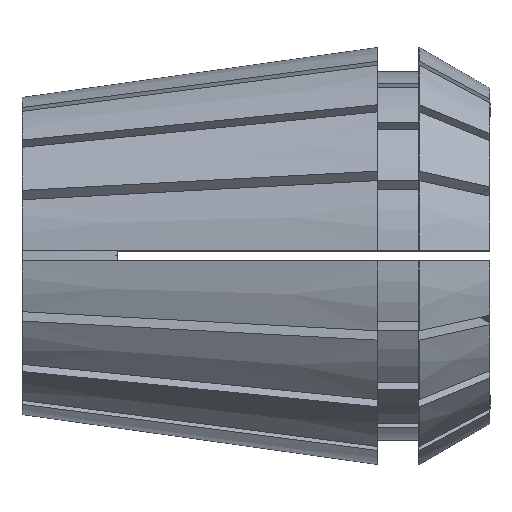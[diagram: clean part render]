
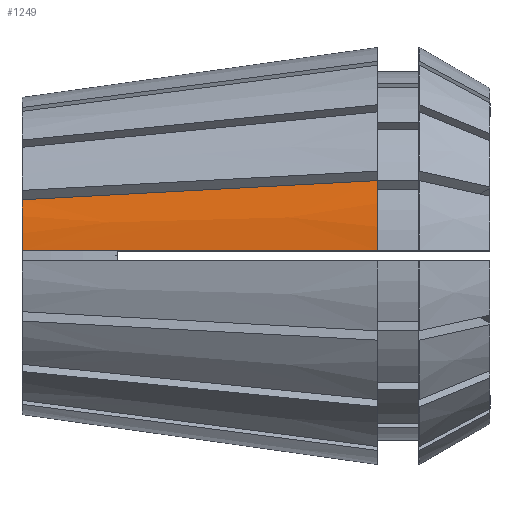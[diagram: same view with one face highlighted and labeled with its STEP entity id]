
A CAD part, top view. The second image highlights one B-rep face of the part: STEP entity #1249.
In plain terms, the highlighted conical face has half-angle 8 degrees and reference radius 20.5 mm.
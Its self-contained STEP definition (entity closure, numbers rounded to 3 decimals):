
#123 = CARTESIAN_POINT ( 'NONE',  ( 11.633, 6.129, 16.104 ) ) ;
#228 = EDGE_LOOP ( 'NONE', ( #3757, #5116, #3784, #5180 ) ) ;
#367 = CARTESIAN_POINT ( 'NONE',  ( 0., 0.5, 15.587 ) ) ;
#441 = CARTESIAN_POINT ( 'NONE',  ( 34.9, 0.5, 20.494 ) ) ;
#542 = B_SPLINE_CURVE_WITH_KNOTS ( 'NONE', 3,
 ( #441, #2630, #889, #3977, #1309, #4435, #1768, #4887, #2199, #5362 ),
 .UNSPECIFIED., .F., .F.,
 ( 4, 3, 3, 4 ),
 ( 0.076, 0.079, 0.107, 0.111 ),
 .UNSPECIFIED. ) ;
#725 = AXIS2_PLACEMENT_3D ( 'NONE', #2386, #5789, #5337 ) ;
#795 = VERTEX_POINT ( 'NONE', #4390 ) ;
#889 = CARTESIAN_POINT ( 'NONE',  ( 33.268, 0.5, 20.265 ) ) ;
#1249 = ADVANCED_FACE ( 'NONE', ( #1658 ), #3739, .T. ) ;
#1309 = CARTESIAN_POINT ( 'NONE',  ( 23.065, 0.5, 18.83 ) ) ;
#1429 = VERTEX_POINT ( 'NONE', #4091 ) ;
#1658 = FACE_OUTER_BOUND ( 'NONE', #228, .T. ) ;
#1660 = VERTEX_POINT ( 'NONE', #367 ) ;
#1768 = CARTESIAN_POINT ( 'NONE',  ( 4.29, 0.5, 16.191 ) ) ;
#2122 = EDGE_CURVE ( 'NONE', #795, #1429, #5073, .T. ) ;
#2199 = CARTESIAN_POINT ( 'NONE',  ( 1.43, 0.5, 15.789 ) ) ;
#2215 = CARTESIAN_POINT ( 'NONE',  ( 34.9, 0., 0. ) ) ;
#2227 = DIRECTION ( 'NONE',  ( 1., 0., 0. ) ) ;
#2304 = CARTESIAN_POINT ( 'NONE',  ( 0., 5.503, 14.592 ) ) ;
#2307 = CARTESIAN_POINT ( 'NONE',  ( 34.9, 7.381, 19.126 ) ) ;
#2386 = CARTESIAN_POINT ( 'NONE',  ( 34.9, 0., 0. ) ) ;
#2505 = DIRECTION ( 'NONE',  ( -1., 0., 0. ) ) ;
#2630 = CARTESIAN_POINT ( 'NONE',  ( 34.084, 0.5, 20.38 ) ) ;
#2770 = CARTESIAN_POINT ( 'NONE',  ( 23.267, 6.755, 17.615 ) ) ;
#3180 = B_SPLINE_CURVE_WITH_KNOTS ( 'NONE', 3,
 ( #2307, #2770, #123, #3235 ),
 .UNSPECIFIED., .F., .F.,
 ( 4, 4 ),
 ( 0., 0.035 ),
 .UNSPECIFIED. ) ;
#3189 = DIRECTION ( 'NONE',  ( 0., 0., -1. ) ) ;
#3235 = CARTESIAN_POINT ( 'NONE',  ( 0., 5.503, 14.592 ) ) ;
#3314 = EDGE_CURVE ( 'NONE', #1660, #5617, #5431, .T. ) ;
#3528 = AXIS2_PLACEMENT_3D ( 'NONE', #2215, #2227, #3189 ) ;
#3615 = EDGE_CURVE ( 'NONE', #795, #1660, #542, .T. ) ;
#3739 = CONICAL_SURFACE ( 'NONE', #3528, 20.5, 0.14 ) ;
#3757 = ORIENTED_EDGE ( 'NONE', *, *, #2122, .T. ) ;
#3784 = ORIENTED_EDGE ( 'NONE', *, *, #3314, .F. ) ;
#3977 = CARTESIAN_POINT ( 'NONE',  ( 32.452, 0.5, 20.15 ) ) ;
#4091 = CARTESIAN_POINT ( 'NONE',  ( 34.9, 7.381, 19.126 ) ) ;
#4390 = CARTESIAN_POINT ( 'NONE',  ( 34.9, 0.5, 20.494 ) ) ;
#4435 = CARTESIAN_POINT ( 'NONE',  ( 13.678, 0.5, 17.511 ) ) ;
#4887 = CARTESIAN_POINT ( 'NONE',  ( 2.86, 0.5, 15.99 ) ) ;
#4957 = EDGE_CURVE ( 'NONE', #1429, #5617, #3180, .T. ) ;
#5073 = CIRCLE ( 'NONE', #725, 20.5 ) ;
#5116 = ORIENTED_EDGE ( 'NONE', *, *, #4957, .T. ) ;
#5180 = ORIENTED_EDGE ( 'NONE', *, *, #3615, .F. ) ;
#5219 = CARTESIAN_POINT ( 'NONE',  ( 0., 0., 0. ) ) ;
#5337 = DIRECTION ( 'NONE',  ( 0., 0., 1. ) ) ;
#5362 = CARTESIAN_POINT ( 'NONE',  ( 0., 0.5, 15.587 ) ) ;
#5431 = CIRCLE ( 'NONE', #5671, 15.595 ) ;
#5617 = VERTEX_POINT ( 'NONE', #2304 ) ;
#5669 = DIRECTION ( 'NONE',  ( 0., 0., 1. ) ) ;
#5671 = AXIS2_PLACEMENT_3D ( 'NONE', #5219, #2505, #5669 ) ;
#5789 = DIRECTION ( 'NONE',  ( -1., 0., 0. ) ) ;
